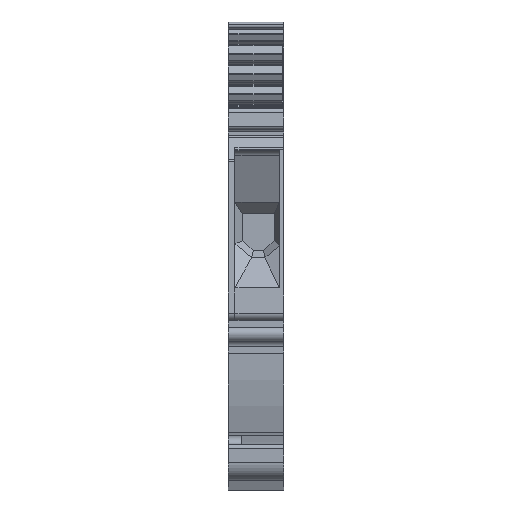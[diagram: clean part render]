
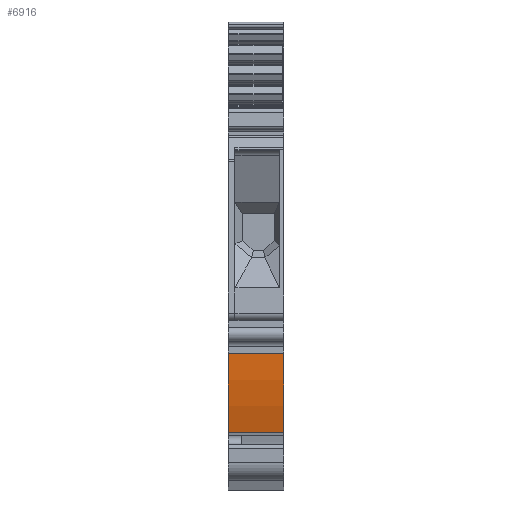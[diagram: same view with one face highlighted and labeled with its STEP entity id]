
A CAD part, front view. The second image highlights one B-rep face of the part: STEP entity #6916.
In plain terms, the highlighted cylindrical face has radius 30 mm (diameter 60 mm), a partial arc.
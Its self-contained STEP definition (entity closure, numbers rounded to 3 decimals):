
#1237=AXIS2_PLACEMENT_3D('Circle Axis2P3D',#1235,#1236,$) ;
#6896=AXIS2_PLACEMENT_3D('Cylinder Axis2P3D',#6893,#6894,#6895) ;
#6900=AXIS2_PLACEMENT_3D('Circle Axis2P3D',#6898,#6899,$) ;
#1232=CARTESIAN_POINT('Vertex',(0.,10.482,6.285)) ;
#1235=CARTESIAN_POINT('Axis2P3D Location',(0.,39.205,14.945)) ;
#1239=CARTESIAN_POINT('Vertex',(0.,9.205,14.945)) ;
#6865=CARTESIAN_POINT('Vertex',(6.1,10.482,6.285)) ;
#6868=CARTESIAN_POINT('Line Origine',(3.05,10.482,6.285)) ;
#6893=CARTESIAN_POINT('Axis2P3D Location',(3.05,39.205,14.945)) ;
#6898=CARTESIAN_POINT('Axis2P3D Location',(6.1,39.205,14.945)) ;
#6902=CARTESIAN_POINT('Vertex',(6.1,9.205,14.945)) ;
#6905=CARTESIAN_POINT('Line Origine',(3.05,9.205,14.945)) ;
#1236=DIRECTION('Axis2P3D Direction',(-1.,0.,0.)) ;
#6869=DIRECTION('Vector Direction',(-1.,0.,0.)) ;
#6894=DIRECTION('Axis2P3D Direction',(-1.,0.,0.)) ;
#6895=DIRECTION('Axis2P3D XDirection',(0.,-0.957,-0.289)) ;
#6899=DIRECTION('Axis2P3D Direction',(-1.,0.,0.)) ;
#6906=DIRECTION('Vector Direction',(-1.,0.,0.)) ;
#6870=VECTOR('Line Direction',#6869,1.) ;
#6907=VECTOR('Line Direction',#6906,1.) ;
#6911=ORIENTED_EDGE('',*,*,#6904,.T.) ;
#6912=ORIENTED_EDGE('',*,*,#6909,.F.) ;
#6913=ORIENTED_EDGE('',*,*,#1241,.F.) ;
#6914=ORIENTED_EDGE('',*,*,#6872,.T.) ;
#6916=ADVANCED_FACE('Hauptk\X2\00F6\X0\rper',(#6915),#6897,.T.) ;
#1238=CIRCLE('generated circle',#1237,30.) ;
#6901=CIRCLE('generated circle',#6900,30.) ;
#6897=CYLINDRICAL_SURFACE('generated cylinder',#6896,30.) ;
#1241=EDGE_CURVE('',#1233,#1240,#1238,.T.) ;
#6872=EDGE_CURVE('',#1233,#6866,#6871,.F.) ;
#6904=EDGE_CURVE('',#6866,#6903,#6901,.T.) ;
#6909=EDGE_CURVE('',#1240,#6903,#6908,.F.) ;
#6910=EDGE_LOOP('',(#6911,#6912,#6913,#6914)) ;
#6915=FACE_OUTER_BOUND('',#6910,.T.) ;
#6871=LINE('Line',#6868,#6870) ;
#6908=LINE('Line',#6905,#6907) ;
#1233=VERTEX_POINT('',#1232) ;
#1240=VERTEX_POINT('',#1239) ;
#6866=VERTEX_POINT('',#6865) ;
#6903=VERTEX_POINT('',#6902) ;
